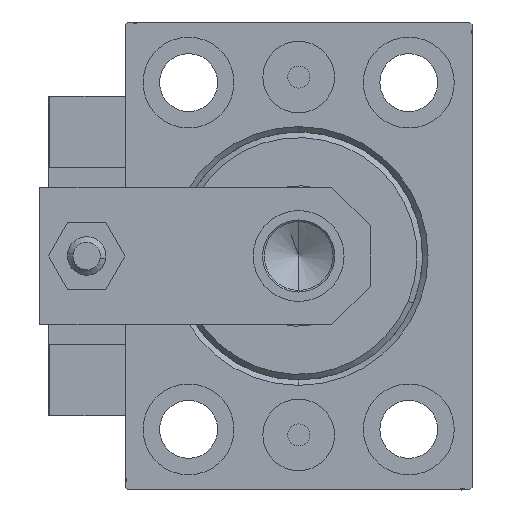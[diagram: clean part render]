
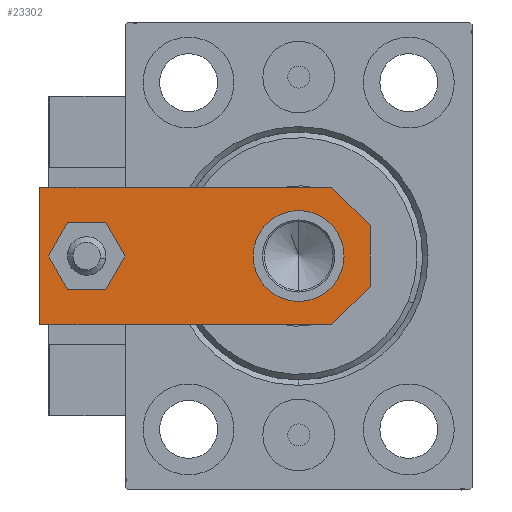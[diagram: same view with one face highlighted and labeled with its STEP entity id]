
A CAD part, left-side view. The second image highlights one B-rep face of the part: STEP entity #23302.
In plain terms, the highlighted face is planar.
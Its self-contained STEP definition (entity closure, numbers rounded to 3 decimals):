
#608 = CIRCLE ( 'NONE', #20008, 8.25 ) ;
#1278 = VERTEX_POINT ( 'NONE', #30527 ) ;
#2095 = CARTESIAN_POINT ( 'NONE',  ( 2.75, -2.75, 6. ) ) ;
#2318 = CIRCLE ( 'NONE', #9606, 4. ) ;
#2852 = CARTESIAN_POINT ( 'NONE',  ( -12.5, 7., 6. ) ) ;
#3438 = CARTESIAN_POINT ( 'NONE',  ( -12.5, 0., 6. ) ) ;
#3536 = VERTEX_POINT ( 'NONE', #31777 ) ;
#3772 = EDGE_CURVE ( 'NONE', #17239, #36895, #2318, .T. ) ;
#3805 = VERTEX_POINT ( 'NONE', #30956 ) ;
#3956 = VECTOR ( 'NONE', #23015, 1000. ) ;
#4739 = VECTOR ( 'NONE', #6987, 1000. ) ;
#5080 = EDGE_CURVE ( 'NONE', #36317, #3805, #5802, .T. ) ;
#5802 = LINE ( 'NONE', #29120, #42035 ) ;
#5898 = EDGE_CURVE ( 'NONE', #22163, #6125, #32736, .T. ) ;
#6121 = DIRECTION ( 'NONE',  ( 0.707, 0.707, 0. ) ) ;
#6125 = VERTEX_POINT ( 'NONE', #43572 ) ;
#6632 = ORIENTED_EDGE ( 'NONE', *, *, #37785, .F. ) ;
#6797 = LINE ( 'NONE', #22016, #3956 ) ;
#6912 = CARTESIAN_POINT ( 'NONE',  ( -12.5, 60., 6. ) ) ;
#6987 = DIRECTION ( 'NONE',  ( 1., 0., 0. ) ) ;
#7070 = ORIENTED_EDGE ( 'NONE', *, *, #29747, .F. ) ;
#7346 = FACE_BOUND ( 'NONE', #19597, .T. ) ;
#7598 = DIRECTION ( 'NONE',  ( 0., 0., 1. ) ) ;
#7782 = LINE ( 'NONE', #46558, #31846 ) ;
#7978 = DIRECTION ( 'NONE',  ( 1., 0., 0. ) ) ;
#7988 = EDGE_CURVE ( 'NONE', #3536, #12473, #6797, .T. ) ;
#8252 = EDGE_CURVE ( 'NONE', #3805, #22163, #41717, .T. ) ;
#9606 = AXIS2_PLACEMENT_3D ( 'NONE', #49478, #37837, #34024 ) ;
#9877 = CARTESIAN_POINT ( 'NONE',  ( 4., 51.5, 6. ) ) ;
#11651 = DIRECTION ( 'NONE',  ( 1., 0., 0. ) ) ;
#12473 = VERTEX_POINT ( 'NONE', #25428 ) ;
#13355 = ORIENTED_EDGE ( 'NONE', *, *, #3772, .F. ) ;
#14352 = EDGE_LOOP ( 'NONE', ( #7070, #23335 ) ) ;
#14661 = ORIENTED_EDGE ( 'NONE', *, *, #49986, .T. ) ;
#17239 = VERTEX_POINT ( 'NONE', #9877 ) ;
#17244 = ORIENTED_EDGE ( 'NONE', *, *, #5898, .T. ) ;
#17751 = VECTOR ( 'NONE', #6121, 1000. ) ;
#18394 = DIRECTION ( 'NONE',  ( 0., 0., 1. ) ) ;
#18428 = DIRECTION ( 'NONE',  ( 0., 0., 1. ) ) ;
#19145 = CARTESIAN_POINT ( 'NONE',  ( 0., 51.5, 6. ) ) ;
#19172 = CARTESIAN_POINT ( 'NONE',  ( 0., 13., 6. ) ) ;
#19597 = EDGE_LOOP ( 'NONE', ( #6632, #13355 ) ) ;
#20008 = AXIS2_PLACEMENT_3D ( 'NONE', #19172, #18428, #7978 ) ;
#20132 = ORIENTED_EDGE ( 'NONE', *, *, #5080, .T. ) ;
#21543 = ORIENTED_EDGE ( 'NONE', *, *, #49274, .T. ) ;
#22016 = CARTESIAN_POINT ( 'NONE',  ( 12.5, 60., 6. ) ) ;
#22163 = VERTEX_POINT ( 'NONE', #39987 ) ;
#22383 = DIRECTION ( 'NONE',  ( 0., -1., 0. ) ) ;
#22550 = AXIS2_PLACEMENT_3D ( 'NONE', #38112, #31919, #46879 ) ;
#22824 = FACE_BOUND ( 'NONE', #14352, .T. ) ;
#23015 = DIRECTION ( 'NONE',  ( -1., 0., 0. ) ) ;
#23302 = ADVANCED_FACE ( 'NONE', ( #7346, #37782, #22824 ), #38278, .T. ) ;
#23335 = ORIENTED_EDGE ( 'NONE', *, *, #33134, .F. ) ;
#24500 = VERTEX_POINT ( 'NONE', #37206 ) ;
#25428 = CARTESIAN_POINT ( 'NONE',  ( -12.5, 60., 6. ) ) ;
#25945 = CIRCLE ( 'NONE', #42905, 4. ) ;
#29120 = CARTESIAN_POINT ( 'NONE',  ( -2.75, -2.75, 6. ) ) ;
#29747 = EDGE_CURVE ( 'NONE', #24500, #1278, #608, .T. ) ;
#30244 = ORIENTED_EDGE ( 'NONE', *, *, #8252, .T. ) ;
#30527 = CARTESIAN_POINT ( 'NONE',  ( 8.25, 13., 6. ) ) ;
#30956 = CARTESIAN_POINT ( 'NONE',  ( -5.5, 0., 6. ) ) ;
#31777 = CARTESIAN_POINT ( 'NONE',  ( 12.5, 60., 6. ) ) ;
#31846 = VECTOR ( 'NONE', #34163, 1000. ) ;
#31919 = DIRECTION ( 'NONE',  ( 0., 0., 1. ) ) ;
#32736 = LINE ( 'NONE', #2095, #17751 ) ;
#33134 = EDGE_CURVE ( 'NONE', #1278, #24500, #50068, .T. ) ;
#33220 = CARTESIAN_POINT ( 'NONE',  ( 0., 0., 6. ) ) ;
#33780 = LINE ( 'NONE', #6912, #35915 ) ;
#34024 = DIRECTION ( 'NONE',  ( 1., 0., 0. ) ) ;
#34163 = DIRECTION ( 'NONE',  ( 0., 1., 0. ) ) ;
#35915 = VECTOR ( 'NONE', #22383, 1000. ) ;
#36317 = VERTEX_POINT ( 'NONE', #2852 ) ;
#36895 = VERTEX_POINT ( 'NONE', #39168 ) ;
#36996 = DIRECTION ( 'NONE',  ( 0.707, -0.707, 0. ) ) ;
#37206 = CARTESIAN_POINT ( 'NONE',  ( -8.25, 13., 6. ) ) ;
#37782 = FACE_OUTER_BOUND ( 'NONE', #49354, .T. ) ;
#37785 = EDGE_CURVE ( 'NONE', #36895, #17239, #25945, .T. ) ;
#37837 = DIRECTION ( 'NONE',  ( 0., 0., 1. ) ) ;
#38112 = CARTESIAN_POINT ( 'NONE',  ( 0., 13., 6. ) ) ;
#38278 = PLANE ( 'NONE',  #42377 ) ;
#39168 = CARTESIAN_POINT ( 'NONE',  ( -4., 51.5, 6. ) ) ;
#39987 = CARTESIAN_POINT ( 'NONE',  ( 5.5, 0., 6. ) ) ;
#41717 = LINE ( 'NONE', #3438, #4739 ) ;
#42035 = VECTOR ( 'NONE', #36996, 1000. ) ;
#42377 = AXIS2_PLACEMENT_3D ( 'NONE', #33220, #7598, #11651 ) ;
#42905 = AXIS2_PLACEMENT_3D ( 'NONE', #19145, #18394, #49291 ) ;
#43572 = CARTESIAN_POINT ( 'NONE',  ( 12.5, 7., 6. ) ) ;
#46558 = CARTESIAN_POINT ( 'NONE',  ( 12.5, 0., 6. ) ) ;
#46879 = DIRECTION ( 'NONE',  ( 1., 0., 0. ) ) ;
#47305 = ORIENTED_EDGE ( 'NONE', *, *, #7988, .T. ) ;
#49274 = EDGE_CURVE ( 'NONE', #12473, #36317, #33780, .T. ) ;
#49291 = DIRECTION ( 'NONE',  ( 1., 0., 0. ) ) ;
#49354 = EDGE_LOOP ( 'NONE', ( #21543, #20132, #30244, #17244, #14661, #47305 ) ) ;
#49478 = CARTESIAN_POINT ( 'NONE',  ( 0., 51.5, 6. ) ) ;
#49986 = EDGE_CURVE ( 'NONE', #6125, #3536, #7782, .T. ) ;
#50068 = CIRCLE ( 'NONE', #22550, 8.25 ) ;
